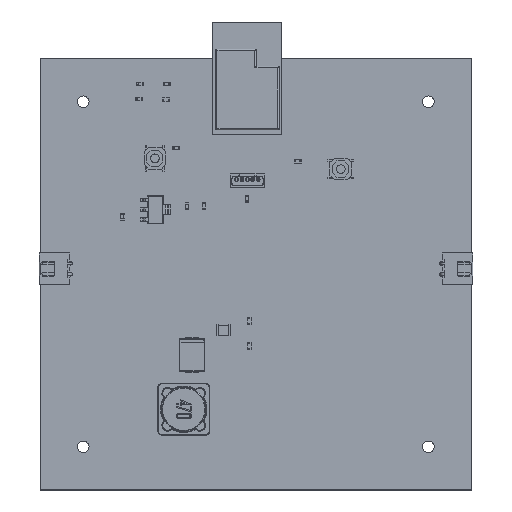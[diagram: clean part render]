
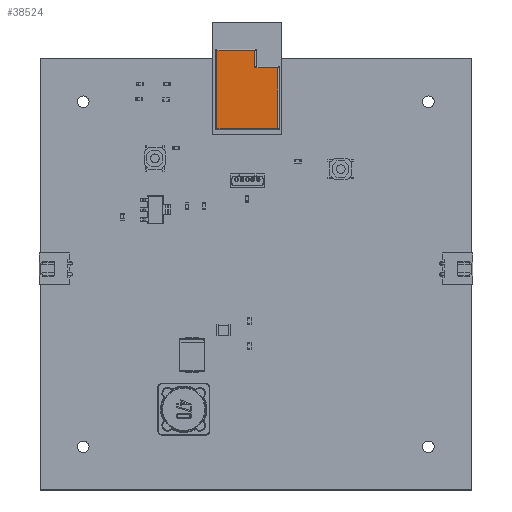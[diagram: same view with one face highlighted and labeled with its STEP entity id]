
A CAD part, top view. The second image highlights one B-rep face of the part: STEP entity #38524.
In plain terms, the highlighted planar face has unit normal (0, 0, 1).
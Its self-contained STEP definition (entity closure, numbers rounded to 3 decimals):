
#37888 = CYLINDRICAL_SURFACE('',#37889,0.3);
#37889 = AXIS2_PLACEMENT_3D('',#37890,#37891,#37892);
#37890 = CARTESIAN_POINT('',(2.05,6.4,2.3));
#37891 = DIRECTION('',(-1.,0.,0.));
#37892 = DIRECTION('',(0.,1.,0.));
#37962 = CYLINDRICAL_SURFACE('',#37963,0.3);
#37963 = AXIS2_PLACEMENT_3D('',#37964,#37965,#37966);
#37964 = CARTESIAN_POINT('',(1.75,2.7,2.3));
#37965 = DIRECTION('',(0.,1.,0.));
#37966 = DIRECTION('',(1.,0.,0.));
#38016 = CYLINDRICAL_SURFACE('',#38017,0.3);
#38017 = AXIS2_PLACEMENT_3D('',#38018,#38019,#38020);
#38018 = CARTESIAN_POINT('',(7.35,2.4,2.3));
#38019 = DIRECTION('',(-1.,0.,0.));
#38020 = DIRECTION('',(0.,1.,0.));
#38070 = CYLINDRICAL_SURFACE('',#38071,0.3);
#38071 = AXIS2_PLACEMENT_3D('',#38072,#38073,#38074);
#38072 = CARTESIAN_POINT('',(7.05,-12.,2.3));
#38073 = DIRECTION('',(0.,1.,0.));
#38074 = DIRECTION('',(1.,0.,0.));
#38124 = CYLINDRICAL_SURFACE('',#38125,0.3);
#38125 = AXIS2_PLACEMENT_3D('',#38126,#38127,#38128);
#38126 = CARTESIAN_POINT('',(-7.35,-11.7,2.3));
#38127 = DIRECTION('',(1.,0.,0.));
#38128 = DIRECTION('',(0.,-1.,0.));
#38156 = CYLINDRICAL_SURFACE('',#38157,0.3);
#38157 = AXIS2_PLACEMENT_3D('',#38158,#38159,#38160);
#38158 = CARTESIAN_POINT('',(-7.05,6.7,2.3));
#38159 = DIRECTION('',(0.,-1.,0.));
#38160 = DIRECTION('',(-1.,0.,0.));
#38175 = VERTEX_POINT('',#38176);
#38176 = CARTESIAN_POINT('',(-7.05,6.4,2.6));
#38206 = EDGE_CURVE('',#38207,#38175,#38209,.T.);
#38207 = VERTEX_POINT('',#38208);
#38208 = CARTESIAN_POINT('',(1.75,6.4,2.6));
#38209 = SURFACE_CURVE('',#38210,(#38214,#38221),.PCURVE_S1.);
#38210 = LINE('',#38211,#38212);
#38211 = CARTESIAN_POINT('',(2.05,6.4,2.6));
#38212 = VECTOR('',#38213,1.);
#38213 = DIRECTION('',(-1.,0.,0.));
#38214 = PCURVE('',#37888,#38215);
#38215 = DEFINITIONAL_REPRESENTATION('',(#38216),#38220);
#38216 = LINE('',#38217,#38218);
#38217 = CARTESIAN_POINT('',(4.712,0.));
#38218 = VECTOR('',#38219,1.);
#38219 = DIRECTION('',(-0.,1.));
#38220 = ( GEOMETRIC_REPRESENTATION_CONTEXT(2) 
PARAMETRIC_REPRESENTATION_CONTEXT() REPRESENTATION_CONTEXT('2D SPACE',''
  ) );
#38221 = PCURVE('',#38222,#38227);
#38222 = PLANE('',#38223);
#38223 = AXIS2_PLACEMENT_3D('',#38224,#38225,#38226);
#38224 = CARTESIAN_POINT('',(-0.317,-2.967,2.6));
#38225 = DIRECTION('',(0.,0.,1.));
#38226 = DIRECTION('',(1.,0.,-0.));
#38227 = DEFINITIONAL_REPRESENTATION('',(#38228),#38232);
#38228 = LINE('',#38229,#38230);
#38229 = CARTESIAN_POINT('',(2.367,9.367));
#38230 = VECTOR('',#38231,1.);
#38231 = DIRECTION('',(-1.,0.));
#38232 = ( GEOMETRIC_REPRESENTATION_CONTEXT(2) 
PARAMETRIC_REPRESENTATION_CONTEXT() REPRESENTATION_CONTEXT('2D SPACE',''
  ) );
#38270 = EDGE_CURVE('',#38271,#38207,#38273,.T.);
#38271 = VERTEX_POINT('',#38272);
#38272 = CARTESIAN_POINT('',(1.75,2.4,2.6));
#38273 = SURFACE_CURVE('',#38274,(#38278,#38285),.PCURVE_S1.);
#38274 = LINE('',#38275,#38276);
#38275 = CARTESIAN_POINT('',(1.75,2.7,2.6));
#38276 = VECTOR('',#38277,1.);
#38277 = DIRECTION('',(0.,1.,0.));
#38278 = PCURVE('',#37962,#38279);
#38279 = DEFINITIONAL_REPRESENTATION('',(#38280),#38284);
#38280 = LINE('',#38281,#38282);
#38281 = CARTESIAN_POINT('',(4.712,0.));
#38282 = VECTOR('',#38283,1.);
#38283 = DIRECTION('',(-0.,1.));
#38284 = ( GEOMETRIC_REPRESENTATION_CONTEXT(2) 
PARAMETRIC_REPRESENTATION_CONTEXT() REPRESENTATION_CONTEXT('2D SPACE',''
  ) );
#38285 = PCURVE('',#38222,#38286);
#38286 = DEFINITIONAL_REPRESENTATION('',(#38287),#38291);
#38287 = LINE('',#38288,#38289);
#38288 = CARTESIAN_POINT('',(2.067,5.667));
#38289 = VECTOR('',#38290,1.);
#38290 = DIRECTION('',(0.,1.));
#38291 = ( GEOMETRIC_REPRESENTATION_CONTEXT(2) 
PARAMETRIC_REPRESENTATION_CONTEXT() REPRESENTATION_CONTEXT('2D SPACE',''
  ) );
#38328 = EDGE_CURVE('',#38329,#38271,#38331,.T.);
#38329 = VERTEX_POINT('',#38330);
#38330 = CARTESIAN_POINT('',(7.05,2.4,2.6));
#38331 = SURFACE_CURVE('',#38332,(#38336,#38343),.PCURVE_S1.);
#38332 = LINE('',#38333,#38334);
#38333 = CARTESIAN_POINT('',(7.35,2.4,2.6));
#38334 = VECTOR('',#38335,1.);
#38335 = DIRECTION('',(-1.,0.,0.));
#38336 = PCURVE('',#38016,#38337);
#38337 = DEFINITIONAL_REPRESENTATION('',(#38338),#38342);
#38338 = LINE('',#38339,#38340);
#38339 = CARTESIAN_POINT('',(4.712,0.));
#38340 = VECTOR('',#38341,1.);
#38341 = DIRECTION('',(-0.,1.));
#38342 = ( GEOMETRIC_REPRESENTATION_CONTEXT(2) 
PARAMETRIC_REPRESENTATION_CONTEXT() REPRESENTATION_CONTEXT('2D SPACE',''
  ) );
#38343 = PCURVE('',#38222,#38344);
#38344 = DEFINITIONAL_REPRESENTATION('',(#38345),#38349);
#38345 = LINE('',#38346,#38347);
#38346 = CARTESIAN_POINT('',(7.667,5.367));
#38347 = VECTOR('',#38348,1.);
#38348 = DIRECTION('',(-1.,0.));
#38349 = ( GEOMETRIC_REPRESENTATION_CONTEXT(2) 
PARAMETRIC_REPRESENTATION_CONTEXT() REPRESENTATION_CONTEXT('2D SPACE',''
  ) );
#38386 = EDGE_CURVE('',#38387,#38329,#38389,.T.);
#38387 = VERTEX_POINT('',#38388);
#38388 = CARTESIAN_POINT('',(7.05,-11.7,2.6));
#38389 = SURFACE_CURVE('',#38390,(#38394,#38401),.PCURVE_S1.);
#38390 = LINE('',#38391,#38392);
#38391 = CARTESIAN_POINT('',(7.05,-12.,2.6));
#38392 = VECTOR('',#38393,1.);
#38393 = DIRECTION('',(0.,1.,0.));
#38394 = PCURVE('',#38070,#38395);
#38395 = DEFINITIONAL_REPRESENTATION('',(#38396),#38400);
#38396 = LINE('',#38397,#38398);
#38397 = CARTESIAN_POINT('',(4.712,0.));
#38398 = VECTOR('',#38399,1.);
#38399 = DIRECTION('',(-0.,1.));
#38400 = ( GEOMETRIC_REPRESENTATION_CONTEXT(2) 
PARAMETRIC_REPRESENTATION_CONTEXT() REPRESENTATION_CONTEXT('2D SPACE',''
  ) );
#38401 = PCURVE('',#38222,#38402);
#38402 = DEFINITIONAL_REPRESENTATION('',(#38403),#38407);
#38403 = LINE('',#38404,#38405);
#38404 = CARTESIAN_POINT('',(7.367,-9.033));
#38405 = VECTOR('',#38406,1.);
#38406 = DIRECTION('',(0.,1.));
#38407 = ( GEOMETRIC_REPRESENTATION_CONTEXT(2) 
PARAMETRIC_REPRESENTATION_CONTEXT() REPRESENTATION_CONTEXT('2D SPACE',''
  ) );
#38444 = EDGE_CURVE('',#38445,#38387,#38447,.T.);
#38445 = VERTEX_POINT('',#38446);
#38446 = CARTESIAN_POINT('',(-7.05,-11.7,2.6));
#38447 = SURFACE_CURVE('',#38448,(#38452,#38459),.PCURVE_S1.);
#38448 = LINE('',#38449,#38450);
#38449 = CARTESIAN_POINT('',(-7.35,-11.7,2.6));
#38450 = VECTOR('',#38451,1.);
#38451 = DIRECTION('',(1.,0.,0.));
#38452 = PCURVE('',#38124,#38453);
#38453 = DEFINITIONAL_REPRESENTATION('',(#38454),#38458);
#38454 = LINE('',#38455,#38456);
#38455 = CARTESIAN_POINT('',(4.712,0.));
#38456 = VECTOR('',#38457,1.);
#38457 = DIRECTION('',(-0.,1.));
#38458 = ( GEOMETRIC_REPRESENTATION_CONTEXT(2) 
PARAMETRIC_REPRESENTATION_CONTEXT() REPRESENTATION_CONTEXT('2D SPACE',''
  ) );
#38459 = PCURVE('',#38222,#38460);
#38460 = DEFINITIONAL_REPRESENTATION('',(#38461),#38465);
#38461 = LINE('',#38462,#38463);
#38462 = CARTESIAN_POINT('',(-7.033,-8.733));
#38463 = VECTOR('',#38464,1.);
#38464 = DIRECTION('',(1.,0.));
#38465 = ( GEOMETRIC_REPRESENTATION_CONTEXT(2) 
PARAMETRIC_REPRESENTATION_CONTEXT() REPRESENTATION_CONTEXT('2D SPACE',''
  ) );
#38503 = EDGE_CURVE('',#38175,#38445,#38504,.T.);
#38504 = SURFACE_CURVE('',#38505,(#38509,#38516),.PCURVE_S1.);
#38505 = LINE('',#38506,#38507);
#38506 = CARTESIAN_POINT('',(-7.05,6.7,2.6));
#38507 = VECTOR('',#38508,1.);
#38508 = DIRECTION('',(0.,-1.,0.));
#38509 = PCURVE('',#38156,#38510);
#38510 = DEFINITIONAL_REPRESENTATION('',(#38511),#38515);
#38511 = LINE('',#38512,#38513);
#38512 = CARTESIAN_POINT('',(4.712,0.));
#38513 = VECTOR('',#38514,1.);
#38514 = DIRECTION('',(-0.,1.));
#38515 = ( GEOMETRIC_REPRESENTATION_CONTEXT(2) 
PARAMETRIC_REPRESENTATION_CONTEXT() REPRESENTATION_CONTEXT('2D SPACE',''
  ) );
#38516 = PCURVE('',#38222,#38517);
#38517 = DEFINITIONAL_REPRESENTATION('',(#38518),#38522);
#38518 = LINE('',#38519,#38520);
#38519 = CARTESIAN_POINT('',(-6.733,9.667));
#38520 = VECTOR('',#38521,1.);
#38521 = DIRECTION('',(0.,-1.));
#38522 = ( GEOMETRIC_REPRESENTATION_CONTEXT(2) 
PARAMETRIC_REPRESENTATION_CONTEXT() REPRESENTATION_CONTEXT('2D SPACE',''
  ) );
#38524 = ADVANCED_FACE('',(#38525),#38222,.T.);
#38525 = FACE_BOUND('',#38526,.T.);
#38526 = EDGE_LOOP('',(#38527,#38528,#38529,#38530,#38531,#38532));
#38527 = ORIENTED_EDGE('',*,*,#38444,.T.);
#38528 = ORIENTED_EDGE('',*,*,#38386,.T.);
#38529 = ORIENTED_EDGE('',*,*,#38328,.T.);
#38530 = ORIENTED_EDGE('',*,*,#38270,.T.);
#38531 = ORIENTED_EDGE('',*,*,#38206,.T.);
#38532 = ORIENTED_EDGE('',*,*,#38503,.T.);
